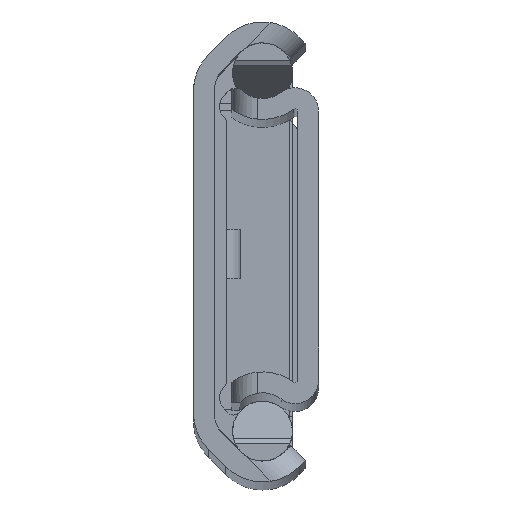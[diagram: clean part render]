
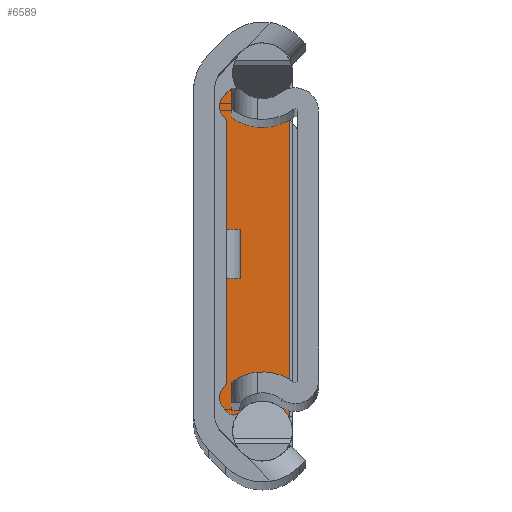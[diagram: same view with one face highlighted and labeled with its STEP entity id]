
A CAD part, top view. The second image highlights one B-rep face of the part: STEP entity #6589.
In plain terms, the highlighted planar face has unit normal (0, 0, 1).
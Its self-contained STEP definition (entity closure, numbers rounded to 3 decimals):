
#50 = EDGE_CURVE ( 'NONE', #5325, #2839, #636, .T. ) ;
#62 = DIRECTION ( 'NONE',  ( 0., -1., 0. ) ) ;
#125 = ORIENTED_EDGE ( 'NONE', *, *, #10425, .T. ) ;
#575 = DIRECTION ( 'NONE',  ( 0., 0., -1. ) ) ;
#636 = LINE ( 'NONE', #4335, #1638 ) ;
#688 = ORIENTED_EDGE ( 'NONE', *, *, #4904, .T. ) ;
#698 = LINE ( 'NONE', #5249, #6895 ) ;
#973 = CARTESIAN_POINT ( 'NONE',  ( -14.8, 6., 3.25 ) ) ;
#1598 = CARTESIAN_POINT ( 'NONE',  ( -15., 6., 3.25 ) ) ;
#1638 = VECTOR ( 'NONE', #11398, 1000. ) ;
#2839 = VERTEX_POINT ( 'NONE', #5262 ) ;
#2901 = DIRECTION ( 'NONE',  ( -1., 0., 0. ) ) ;
#3149 = VECTOR ( 'NONE', #2901, 1000. ) ;
#3269 = EDGE_CURVE ( 'NONE', #6199, #5325, #698, .T. ) ;
#4335 = CARTESIAN_POINT ( 'NONE',  ( 14.8, 6., 3.25 ) ) ;
#4439 = AXIS2_PLACEMENT_3D ( 'NONE', #1598, #575, #11760 ) ;
#4904 = EDGE_CURVE ( 'NONE', #5964, #6199, #10940, .T. ) ;
#4924 = EDGE_LOOP ( 'NONE', ( #125, #688, #9072, #5369 ) ) ;
#5073 = CARTESIAN_POINT ( 'NONE',  ( -14.8, 0.2, 3.25 ) ) ;
#5249 = CARTESIAN_POINT ( 'NONE',  ( -15., 0.2, 3.25 ) ) ;
#5262 = CARTESIAN_POINT ( 'NONE',  ( 14.8, 5.8, 3.25 ) ) ;
#5325 = VERTEX_POINT ( 'NONE', #8327 ) ;
#5369 = ORIENTED_EDGE ( 'NONE', *, *, #50, .T. ) ;
#5964 = VERTEX_POINT ( 'NONE', #8774 ) ;
#6199 = VERTEX_POINT ( 'NONE', #5073 ) ;
#6332 = VECTOR ( 'NONE', #62, 1000. ) ;
#6589 = ADVANCED_FACE ( 'NONE', ( #10793 ), #8067, .F. ) ;
#6895 = VECTOR ( 'NONE', #7045, 1000. ) ;
#7045 = DIRECTION ( 'NONE',  ( 1., 0., 0. ) ) ;
#7483 = LINE ( 'NONE', #11172, #3149 ) ;
#8067 = PLANE ( 'NONE',  #4439 ) ;
#8327 = CARTESIAN_POINT ( 'NONE',  ( 14.8, 0.2, 3.25 ) ) ;
#8774 = CARTESIAN_POINT ( 'NONE',  ( -14.8, 5.8, 3.25 ) ) ;
#9072 = ORIENTED_EDGE ( 'NONE', *, *, #3269, .T. ) ;
#10425 = EDGE_CURVE ( 'NONE', #2839, #5964, #7483, .T. ) ;
#10793 = FACE_OUTER_BOUND ( 'NONE', #4924, .T. ) ;
#10940 = LINE ( 'NONE', #973, #6332 ) ;
#11172 = CARTESIAN_POINT ( 'NONE',  ( -15., 5.8, 3.25 ) ) ;
#11398 = DIRECTION ( 'NONE',  ( 0., 1., 0. ) ) ;
#11760 = DIRECTION ( 'NONE',  ( -1., 0., 0. ) ) ;
